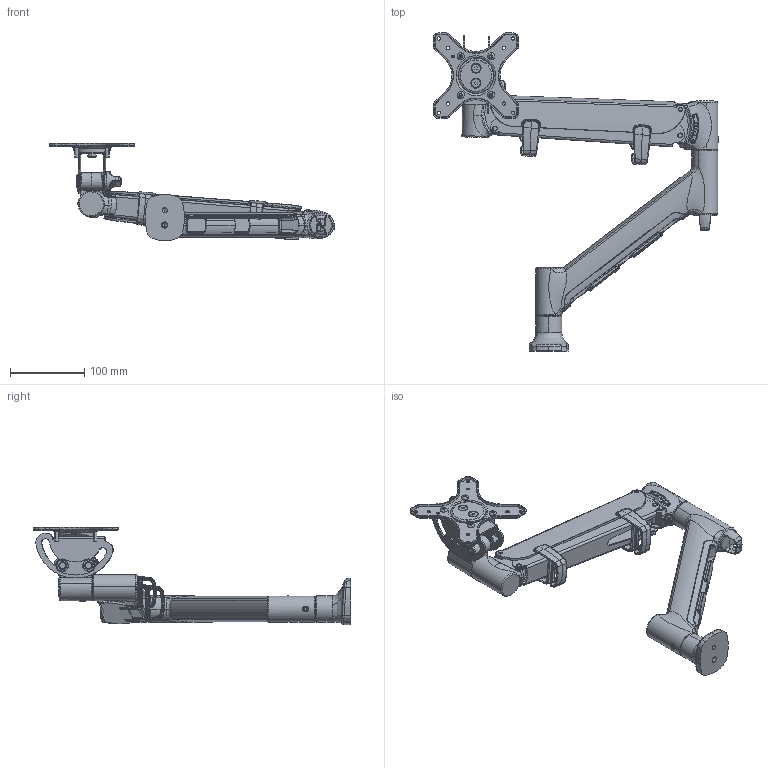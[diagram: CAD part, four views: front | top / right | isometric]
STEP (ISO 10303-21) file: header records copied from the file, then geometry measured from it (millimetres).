
FILE_DESCRIPTION (( 'STEP AP203' ), '1' );
FILE_NAME ('AWMS-HXB_20220406.STEP', '2022-04-06T05:27:02', ( '' ), ( '' ), 'SwSTEP 2.0', 'SolidWorks 2018', '' );
FILE_SCHEMA (( 'CONFIG_CONTROL_DESIGN' ));
Length unit declared in the file: millimetre
Products named in the file (12): AWM-LTH_E06; SHDA011; SHDA312_Default<As Machined>; AWM-LA210; AWM-LTH_Body; AWMS-HXB_20220406; AWM-LB_Customer; AWM-LH; SHDA010; AWM-LTH_Vesa_E06; SHDP009; AWM-LTH_Tilt_E06
Assembly tree (11 placements, depth 3):
  AWMS-HXB_20220406
    AWM-LB_Customer
    AWM-LA210
    AWM-LH
      SHDA011
      SHDP009
      SHDA312_Default<As Machined>
      SHDA010
    AWM-LTH_E06
      AWM-LTH_Body
      AWM-LTH_Tilt_E06
      AWM-LTH_Vesa_E06
Bounding box: 384 x 427.5 x 131.33 mm (x, y, z)
Volume: 923391.4 mm3; surface area: 337892.3 mm2
Topology: 38 solids, 44 shells, 3336 faces, 7939 edges, 4756 vertices
Faces by surface type: bspline 1206, cylinder 807, plane 692, cone 335, torus 258, sphere 38
Entity records: 159397 total; most frequent: CARTESIAN_POINT 90869, ORIENTED_EDGE 15816, DIRECTION 11709, EDGE_CURVE 7908, VERTEX_POINT 4753, AXIS2_PLACEMENT_3D 4741, EDGE_LOOP 3515, ADVANCED_FACE 3333
